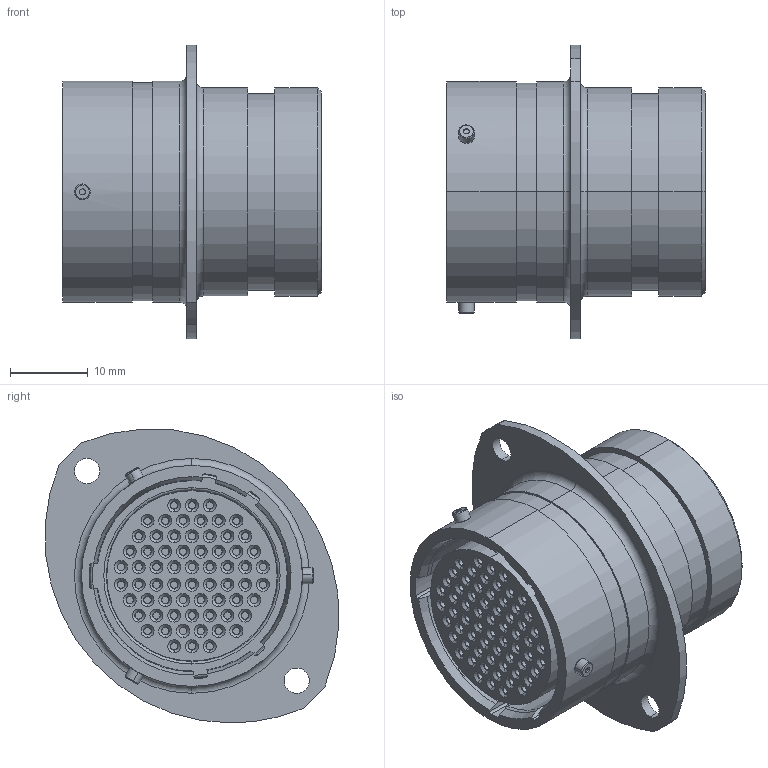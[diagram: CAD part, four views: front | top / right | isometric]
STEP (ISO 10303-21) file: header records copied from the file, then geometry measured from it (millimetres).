
FILE_DESCRIPTION (( 'STEP AP214' ), '1' );
FILE_NAME ('AS018-35SN.STEP', '2013-05-24T09:43:28', ( 'TE Connectivity' ), ( 'TE Connectivity' ), 'SwSTEP 2.0', 'SolidWorks 2011', '' );
FILE_SCHEMA (( 'AUTOMOTIVE_DESIGN' ));
Length unit declared in the file: inch
Products named in the file (1): AS018-35SN
Bounding box: 33.31 x 37.8 x 37.85 mm (x, y, z)
Volume: 14904.7 mm3; surface area: 19120 mm2
Topology: 9 solids, 9 shells, 1459 faces, 3247 edges, 1880 vertices
Faces by surface type: torus 554, cone 416, cylinder 362, plane 115, sphere 12
Entity records: 60574 total; most frequent: DIRECTION 8511, CARTESIAN_POINT 6879, ORIENTED_EDGE 6478, AXIS2_PLACEMENT_3D 3854, EDGE_CURVE 3239, CIRCLE 2394, VERTEX_POINT 1880, EDGE_LOOP 1821
